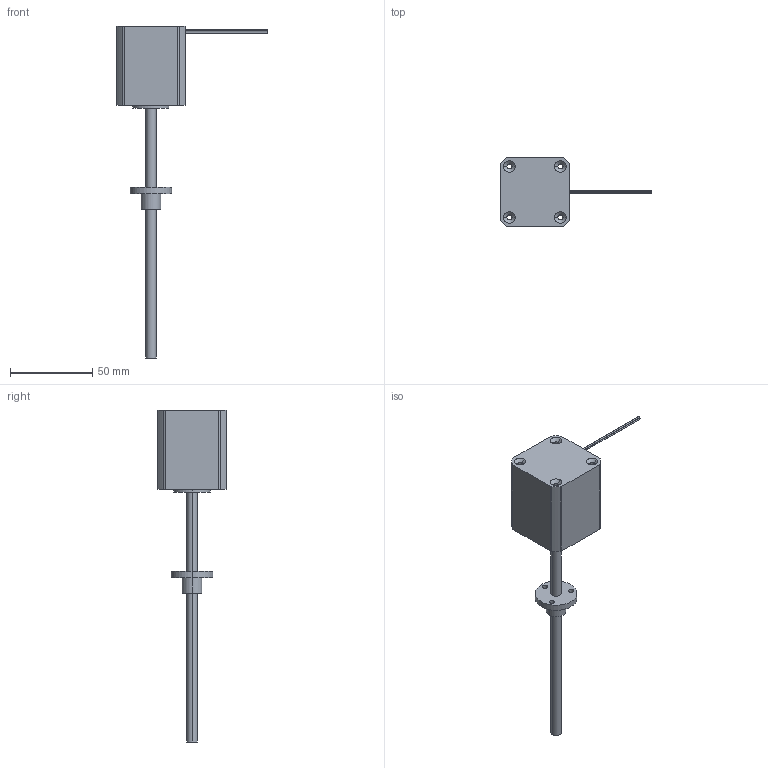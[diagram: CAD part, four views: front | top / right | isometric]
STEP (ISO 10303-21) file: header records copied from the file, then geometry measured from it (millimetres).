
FILE_DESCRIPTION(('FreeCAD Model'),'2;1');
FILE_NAME( 'MSL172AEx-4L3N0xxxx.step', '2018-07-27T14:08:51',('Author'),(''), 'Open CASCADE STEP processor 6.8','FreeCAD','Unknown');
FILE_SCHEMA(('AUTOMOTIVE_DESIGN_CC2 { 1 2 10303 214 -1 1 5 4 }'));
Length unit declared in the file: millimetre
Products named in the file (2): ASSEMBLY
Assembly tree (1 placements, depth 2):
  ASSEMBLY
    (unnamed)
Bounding box: 92.2 x 42.2 x 201.9 mm (x, y, z)
Volume: 90541.9 mm3; surface area: 17904.9 mm2
Topology: 1 solids, 1 shells, 67 faces, 160 edges, 104 vertices
Faces by surface type: cylinder 44, plane 15, cone 8
Entity records: 8763 total; most frequent: CARTESIAN_POINT 5753, DIRECTION 488, ORIENTED_EDGE 320, PCURVE 320, DEFINITIONAL_REPRESENTATION 320, B_SPLINE_CURVE_WITH_KNOTS 208, CIRCLE 166, AXIS2_PLACEMENT_3D 165
